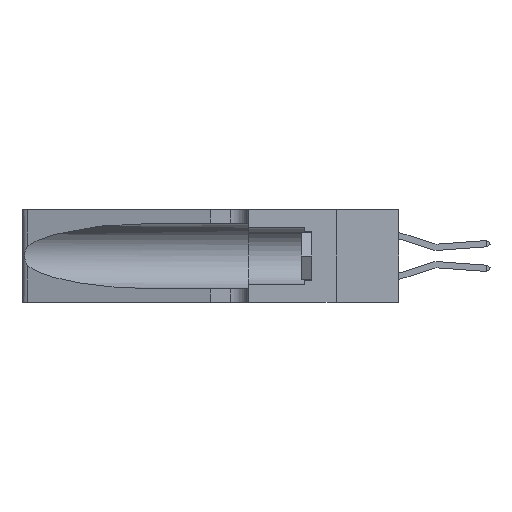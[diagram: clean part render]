
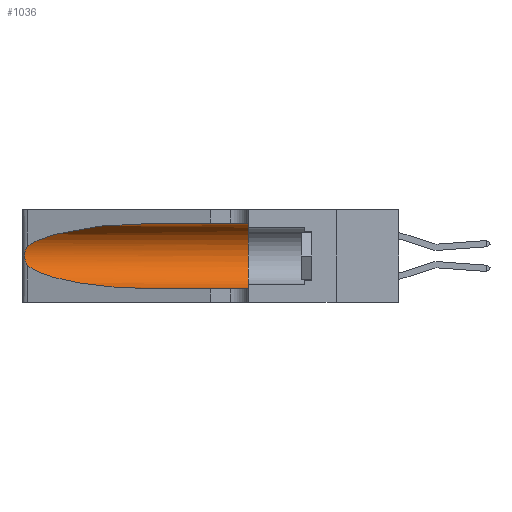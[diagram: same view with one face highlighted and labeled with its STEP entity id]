
A CAD part, left-side view. The second image highlights one B-rep face of the part: STEP entity #1036.
In plain terms, the highlighted cylindrical face has radius 3.308 mm (diameter 6.617 mm), a partial arc.
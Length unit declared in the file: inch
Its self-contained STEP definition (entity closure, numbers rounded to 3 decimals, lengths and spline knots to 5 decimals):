
#9 =( BOUNDED_CURVE ( )  B_SPLINE_CURVE ( 3, ( #7722, #5210, #10213, #27397 ),
 .UNSPECIFIED., .F., .F. ) 
 B_SPLINE_CURVE_WITH_KNOTS ( ( 4, 4 ),
 ( 1.5708, 2.84003 ),
 .UNSPECIFIED. ) 
 CURVE ( )  GEOMETRIC_REPRESENTATION_ITEM ( )  RATIONAL_B_SPLINE_CURVE ( ( 1., 0.87, 0.87, 1. ) ) 
 REPRESENTATION_ITEM ( '' )  );
#262 = VERTEX_POINT ( 'NONE', #6420 ) ;
#649 = CARTESIAN_POINT ( 'NONE',  ( 0.1305, 0.72297, 0.05475 ) ) ;
#949 = CARTESIAN_POINT ( 'NONE',  ( 0.25787, 1.23484, 0.2124 ) ) ;
#1036 = ADVANCED_FACE ( 'NONE', ( #20489 ), #19716, .F. ) ;
#1166 = EDGE_CURVE ( 'NONE', #1440, #11783, #17396, .T. ) ;
#1440 = VERTEX_POINT ( 'NONE', #7083 ) ;
#1843 = EDGE_CURVE ( 'NONE', #13406, #27546, #5840, .T. ) ;
#3463 = CARTESIAN_POINT ( 'NONE',  ( 0.26018, 1.23835, 0.19895 ) ) ;
#4093 = ORIENTED_EDGE ( 'NONE', *, *, #4421, .T. ) ;
#4267 = AXIS2_PLACEMENT_3D ( 'NONE', #26905, #12162, #29362 ) ;
#4421 = EDGE_CURVE ( 'NONE', #262, #24109, #30985, .T. ) ;
#4430 = ORIENTED_EDGE ( 'NONE', *, *, #24139, .T. ) ;
#4485 = ORIENTED_EDGE ( 'NONE', *, *, #1843, .T. ) ;
#4852 = ORIENTED_EDGE ( 'NONE', *, *, #7529, .T. ) ;
#5210 = CARTESIAN_POINT ( 'NONE',  ( 0.18966, 0.96281, 0.31525 ) ) ;
#5840 = B_SPLINE_CURVE_WITH_KNOTS ( 'NONE', 3,
 ( #15819, #30513, #28064, #949, #18286, #3463, #20760, #5971, #23227, #8474, #25692, #10961, #28163, #13427 ),
 .UNSPECIFIED., .F., .F.,
 ( 4, 2, 2, 2, 2, 2, 4 ),
 ( 0., 0.00027, 0.00053, 0.00107, 0.0016, 0.00187, 0.00214 ),
 .UNSPECIFIED. ) ;
#5971 = CARTESIAN_POINT ( 'NONE',  ( 0.26075, 1.23896, 0.178 ) ) ;
#6420 = CARTESIAN_POINT ( 'NONE',  ( 0.1305, 0.72297, 0.05475 ) ) ;
#7083 = CARTESIAN_POINT ( 'NONE',  ( 0.1305, 0.72297, 0.31525 ) ) ;
#7529 = EDGE_CURVE ( 'NONE', #1440, #13406, #9, .T. ) ;
#7722 = CARTESIAN_POINT ( 'NONE',  ( 0.1305, 0.72297, 0.31525 ) ) ;
#7865 = CARTESIAN_POINT ( 'NONE',  ( 0.1305, 0.35, 0.31525 ) ) ;
#8474 = CARTESIAN_POINT ( 'NONE',  ( 0.25856, 1.23593, 0.16098 ) ) ;
#9247 =( BOUNDED_CURVE ( )  B_SPLINE_CURVE ( 3, ( #13021, #10564, #15509, #649 ),
 .UNSPECIFIED., .F., .F. ) 
 B_SPLINE_CURVE_WITH_KNOTS ( ( 4, 4 ),
 ( 3.44316, 4.71239 ),
 .UNSPECIFIED. ) 
 CURVE ( )  GEOMETRIC_REPRESENTATION_ITEM ( )  RATIONAL_B_SPLINE_CURVE ( ( 1., 0.87, 0.87, 1. ) ) 
 REPRESENTATION_ITEM ( '' )  );
#9500 = CARTESIAN_POINT ( 'NONE',  ( 0.25487, 1.22718, 0.14631 ) ) ;
#10213 = CARTESIAN_POINT ( 'NONE',  ( 0.2373, 1.15595, 0.28018 ) ) ;
#10457 = CARTESIAN_POINT ( 'NONE',  ( 0.1305, 0.35, 0.05475 ) ) ;
#10561 = CARTESIAN_POINT ( 'NONE',  ( 0.25487, 1.22718, 0.22369 ) ) ;
#10564 = CARTESIAN_POINT ( 'NONE',  ( 0.2373, 1.15595, 0.08982 ) ) ;
#10688 = CARTESIAN_POINT ( 'NONE',  ( 0.1305, 1.61858, 0.05475 ) ) ;
#10799 = DIRECTION ( 'NONE',  ( 0., -1., 0. ) ) ;
#10961 = CARTESIAN_POINT ( 'NONE',  ( 0.25639, 1.23186, 0.15144 ) ) ;
#11354 = DIRECTION ( 'NONE',  ( 0., -1., 0. ) ) ;
#11783 = VERTEX_POINT ( 'NONE', #7865 ) ;
#12162 = DIRECTION ( 'NONE',  ( 0., 1., 0. ) ) ;
#13021 = CARTESIAN_POINT ( 'NONE',  ( 0.25487, 1.22718, 0.14631 ) ) ;
#13406 = VERTEX_POINT ( 'NONE', #10561 ) ;
#13427 = CARTESIAN_POINT ( 'NONE',  ( 0.25487, 1.22718, 0.14631 ) ) ;
#15509 = CARTESIAN_POINT ( 'NONE',  ( 0.18966, 0.96281, 0.05475 ) ) ;
#15819 = CARTESIAN_POINT ( 'NONE',  ( 0.25487, 1.22718, 0.22369 ) ) ;
#16389 = VECTOR ( 'NONE', #10799, 39.37008 ) ;
#17396 = LINE ( 'NONE', #23269, #23176 ) ;
#18286 = CARTESIAN_POINT ( 'NONE',  ( 0.25854, 1.2359, 0.20912 ) ) ;
#19716 = CYLINDRICAL_SURFACE ( 'NONE', #24839, 0.13025 ) ;
#20271 = CIRCLE ( 'NONE', #4267, 0.13025 ) ;
#20489 = FACE_OUTER_BOUND ( 'NONE', #28971, .T. ) ;
#20760 = CARTESIAN_POINT ( 'NONE',  ( 0.26075, 1.23896, 0.19203 ) ) ;
#20894 = DIRECTION ( 'NONE',  ( 0., -1., 0. ) ) ;
#21588 = ORIENTED_EDGE ( 'NONE', *, *, #1166, .F. ) ;
#23176 = VECTOR ( 'NONE', #20894, 39.37008 ) ;
#23227 = CARTESIAN_POINT ( 'NONE',  ( 0.26017, 1.23833, 0.17102 ) ) ;
#23269 = CARTESIAN_POINT ( 'NONE',  ( 0.1305, 1.61858, 0.31525 ) ) ;
#24109 = VERTEX_POINT ( 'NONE', #10457 ) ;
#24139 = EDGE_CURVE ( 'NONE', #27546, #262, #9247, .T. ) ;
#24839 = AXIS2_PLACEMENT_3D ( 'NONE', #27891, #11354, #27302 ) ;
#25692 = CARTESIAN_POINT ( 'NONE',  ( 0.25789, 1.23486, 0.15765 ) ) ;
#25693 = EDGE_CURVE ( 'NONE', #11783, #24109, #20271, .T. ) ;
#26905 = CARTESIAN_POINT ( 'NONE',  ( 0.1305, 0.35, 0.185 ) ) ;
#27302 = DIRECTION ( 'NONE',  ( 0., 0., -1. ) ) ;
#27397 = CARTESIAN_POINT ( 'NONE',  ( 0.25487, 1.22718, 0.22369 ) ) ;
#27546 = VERTEX_POINT ( 'NONE', #9500 ) ;
#27891 = CARTESIAN_POINT ( 'NONE',  ( 0.1305, 1.61858, 0.185 ) ) ;
#28064 = CARTESIAN_POINT ( 'NONE',  ( 0.25639, 1.23184, 0.21858 ) ) ;
#28163 = CARTESIAN_POINT ( 'NONE',  ( 0.25555, 1.22993, 0.14849 ) ) ;
#28971 = EDGE_LOOP ( 'NONE', ( #4852, #4485, #4430, #4093, #30820, #21588 ) ) ;
#29362 = DIRECTION ( 'NONE',  ( 0., 0., 1. ) ) ;
#30513 = CARTESIAN_POINT ( 'NONE',  ( 0.25555, 1.22994, 0.2215 ) ) ;
#30820 = ORIENTED_EDGE ( 'NONE', *, *, #25693, .F. ) ;
#30985 = LINE ( 'NONE', #10688, #16389 ) ;
